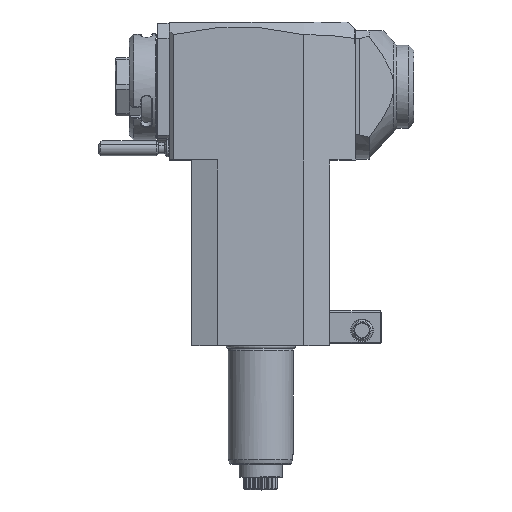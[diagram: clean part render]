
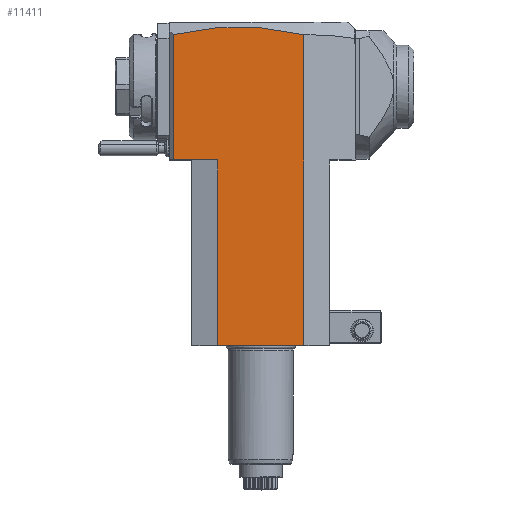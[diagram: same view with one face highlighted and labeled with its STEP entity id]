
A CAD part, top view. The second image highlights one B-rep face of the part: STEP entity #11411.
In plain terms, the highlighted planar face has unit normal (0, 0, 1).
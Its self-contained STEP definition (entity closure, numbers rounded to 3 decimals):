
#17=DIRECTION('',(-1.,0.,0.));
#18=VECTOR('',#17,40.);
#19=CARTESIAN_POINT('',(20.,0.,32.));
#20=LINE('',#19,#18);
#1028=DIRECTION('',(0.,1.,0.));
#1029=VECTOR('',#1028,144.092);
#1030=CARTESIAN_POINT('',(20.,0.,32.));
#1031=LINE('',#1030,#1029);
#1054=DIRECTION('',(-1.,0.,0.));
#1055=VECTOR('',#1054,20.5);
#1056=CARTESIAN_POINT('',(-20.,86.,32.));
#1057=LINE('',#1056,#1055);
#1058=CARTESIAN_POINT('',(-40.5,144.133,32.));
#1059=CARTESIAN_POINT('',(-35.458,145.345,32.));
#1060=CARTESIAN_POINT('',(-25.373,147.145,32.));
#1061=CARTESIAN_POINT('',(-10.247,148.032,32.));
#1062=CARTESIAN_POINT('',(4.877,147.124,32.));
#1063=CARTESIAN_POINT('',(14.959,145.311,32.));
#1064=CARTESIAN_POINT('',(20.,144.092,32.));
#1078=DIRECTION('',(0.,-1.,0.));
#1079=VECTOR('',#1078,58.133);
#1080=CARTESIAN_POINT('',(-40.5,144.133,32.));
#1081=LINE('',#1080,#1079);
#1091=DIRECTION('',(0.,-1.,0.));
#1092=VECTOR('',#1091,86.);
#1093=CARTESIAN_POINT('',(-20.,86.,32.));
#1094=LINE('',#1093,#1092);
#9782=VERTEX_POINT('',#1058);
#9783=VERTEX_POINT('',#1064);
#10152=CARTESIAN_POINT('',(-40.5,86.,32.));
#10154=VERTEX_POINT('',#10152);
#10172=CARTESIAN_POINT('',(20.,0.,32.));
#10173=VERTEX_POINT('',#10172);
#10174=CARTESIAN_POINT('',(-20.,0.,32.));
#10175=VERTEX_POINT('',#10174);
#10526=CARTESIAN_POINT('',(-20.,86.,32.));
#10527=VERTEX_POINT('',#10526);
#11395=CARTESIAN_POINT('',(-35.103,86.,32.));
#11396=DIRECTION('',(0.,0.,1.));
#11397=DIRECTION('',(1.,0.,0.));
#11398=AXIS2_PLACEMENT_3D('',#11395,#11396,#11397);
#11399=PLANE('',#11398);
#11401=ORIENTED_EDGE('',*,*,#11400,.T.);
#11403=ORIENTED_EDGE('',*,*,#11402,.F.);
#11404=ORIENTED_EDGE('',*,*,#10749,.T.);
#11405=ORIENTED_EDGE('',*,*,#11383,.F.);
#11406=ORIENTED_EDGE('',*,*,#10541,.T.);
#11408=ORIENTED_EDGE('',*,*,#11407,.F.);
#11409=EDGE_LOOP('',(#11401,#11403,#11404,#11405,#11406,#11408));
#11410=FACE_OUTER_BOUND('',#11409,.F.);
#1065=B_SPLINE_CURVE_WITH_KNOTS('',3,(#1058,#1059,#1060,#1061,#1062,#1063,
#1064),.UNSPECIFIED.,.F.,.F.,(4,1,1,1,4),(0.,0.25,0.5,0.75,1.),
.UNSPECIFIED.);
#10541=EDGE_CURVE('',#10173,#10175,#20,.T.);
#10749=EDGE_CURVE('',#9782,#9783,#1065,.T.);
#11383=EDGE_CURVE('',#10173,#9783,#1031,.T.);
#11400=EDGE_CURVE('',#10527,#10154,#1057,.T.);
#11402=EDGE_CURVE('',#9782,#10154,#1081,.T.);
#11407=EDGE_CURVE('',#10527,#10175,#1094,.T.);
#11411=ADVANCED_FACE('',(#11410),#11399,.T.);
